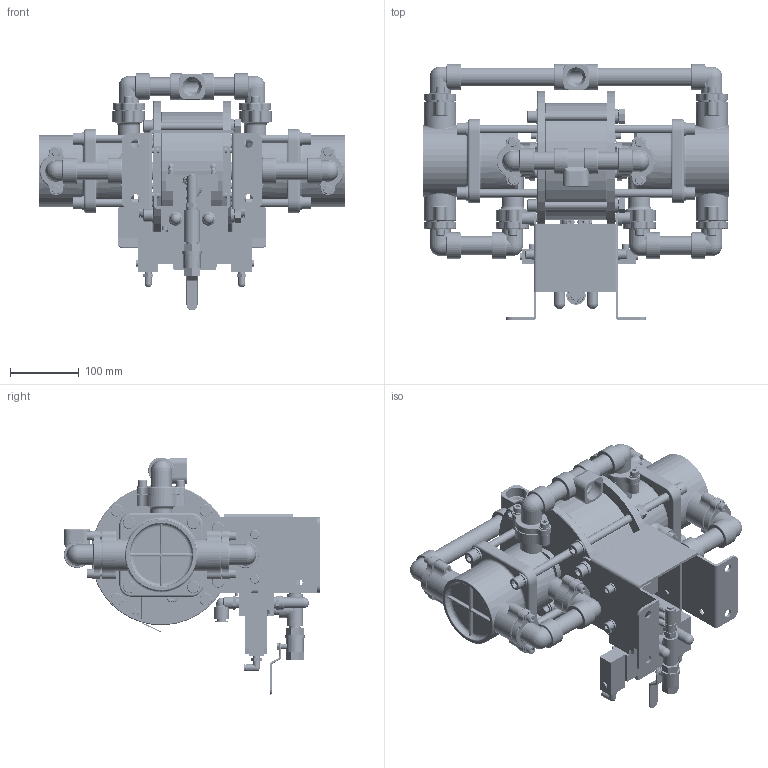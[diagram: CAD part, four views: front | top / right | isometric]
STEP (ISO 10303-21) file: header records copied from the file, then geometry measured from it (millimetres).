
FILE_DESCRIPTION (( 'STEP AP203' ), '1' );
FILE_NAME ('BSP-A030C-N_ベローズシールポンプ_お客様提出用.STEP', '2019-10-15T04:14:06', ( '' ), ( '' ), 'SwSTEP 2.0', 'SolidWorks 2017', '' );
FILE_SCHEMA (( 'CONFIG_CONTROL_DESIGN' ));
Length unit declared in the file: millimetre
Products named in the file (54): PGJ4-6; 04460980_六角穴付ボルト_M12×20; 06800784_促无掌递_1剔冇4; 04462581_ｼﾘﾝﾀﾞ蓋A_お客様提出用; 04461880_ﾁｬﾝﾊﾞ_お客様提出用; 04460970_六角穴付ボルトM8×L30; 04460830a_ｴｱ操作ﾊﾞﾙﾌﾞｾｯﾄ; 06800783_棻拸梪菰KQL04-M5_04-M5; 06356052_六角穴付ボルト; 06800785_促无掌递_冇6-2剔_06-02; 04460930_六角穴付きボルト_M4L25_SUS; 04461801_揻弌崩尢呃; 06362080_ばね座金_M8; 06531120_皿ばね座金_M12; 06800787_棻拸梪菰; 06301040_植込みボルト_M10; 06471106; 04460960_榋妏寠晅无倌_M815L(SUS); 06362040_ばね座金; 06641003_蟆_3枌; 04460850a_忤椗瑍簸; 04460950_榋妏寠晅偒无倌_M5L30; 04461830_Êß²Ìß1; 06630009_O儕儞僌P9; 04432590_玶蚾; KQH12-03S_KQH_12-03; 04461821_蟆; 07231103_ﾎﾞｰﾙﾊﾞﾙﾌﾞ; 04461951_切替ﾊﾞﾙﾌﾞｶﾊﾞｰ; PHT4-03; 04461811_瘓蛻; 07500203_ｴｱｰﾏﾌﾗｰ; 06642003_SUSﾊﾞﾚﾙﾆｯﾌﾟﾙ3ﾌﾞ; 04463581_ｴｱｼﾘﾝﾀﾞ_お客様提出用; 06363121_平座金; 07992414_ｴｱ操作ﾊﾞﾙﾌﾞ; 04460990_六角穴付ボルト_M12×120; 04461891_媧崬傒崩尢呃; 04496591a_ﾋﾟｽﾄﾝｼﾘﾝﾀﾞｾｯﾄ; 04461940_Êß²Ìß3 ...
Assembly tree (171 placements, depth 4):
  BSP-A030C-N_ベローズシールポンプ_お客様提出用
    04408600_ﾊﾟｯｷﾝ  x8
    06363121_平座金  x12
    06531120_皿ばね座金_M12  x8
    04461880_ﾁｬﾝﾊﾞ_お客様提出用  x2
    04496591a_ﾋﾟｽﾄﾝｼﾘﾝﾀﾞｾｯﾄ
      04463581_ｴｱｼﾘﾝﾀﾞ_お客様提出用
      06630009_O儕儞僌P9  x2
      06356052_六角穴付ボルト  x4
      06382124_榋妏暖腳m12漂官P  x4
      06471106  x8
      06362120_ばね座金  x4
      04462581_ｼﾘﾝﾀﾞ蓋A_お客様提出用
      04465581_ｼﾘﾝﾀﾞ蓋B_お客様提出用
      KQH12-03S_KQH_12-03  x2
      BSP-N-1001a_咂衝椳紕瑔紕
        06301040_植込みボルト_M10
    04461840_ﾍｯﾄﾞ_お客様提出用  x2
    04461930_拞娫崩尢呃  x2
      04461940_Êß²Ìß3
      04461811_瘓蛻
    04460970_六角穴付ボルトM8×L30  x16
    06362080_ばね座金_M8  x20
    04460940_嵗嬥榋妏寠无倌  x4
    04460980_六角穴付ボルト_M12×20  x4
    06362120_ばね座金  x4
    04460990_六角穴付ボルト_M12×120  x8
    04461951_切替ﾊﾞﾙﾌﾞｶﾊﾞｰ
    04460830a_ｴｱ操作ﾊﾞﾙﾌﾞｾｯﾄ
      07992412_ｴｱ操作ﾊﾞﾙﾌﾞ
      07500203_ｴｱｰﾏﾌﾗｰ  x2
      06641003_蟆_3枌
      07231103_ﾎﾞｰﾙﾊﾞﾙﾌﾞ
      06800784_促无掌递_1剔冇4  x2
      04460850a_忤椗瑍簸
      07992414_ｴｱ操作ﾊﾞﾙﾌﾞ
      06800783_棻拸梪菰KQL04-M5_04-M5  x2
      06800787_棻拸梪菰  x2
      06800785_促无掌递_冇6-2剔_06-02
      04432590_玶蚾  x2
      04460930_六角穴付きボルト_M4L25_SUS  x2
      04460950_榋妏寠晅偒无倌_M5L30  x2
      06362050_ばね座金_M5SUS  x2
      06362040_ばね座金  x2
      06642003_SUSﾊﾞﾚﾙﾆｯﾌﾟﾙ3ﾌﾞ
      06800786_僄儖儃儐僯僆儞_冇12-3僽  x2
      PHT4-03
      PGJ4-6
    04460960_榋妏寠晅无倌_M815L(SUS)  x4
    04460581a_拶楎蔇簸
    04461801_揻弌崩尢呃
      04461830_Êß²Ìß1  x2
      04461811_瘓蛻  x2
      04461821_蟆
    04461891_媧崬傒崩尢呃
      04461900_Êß²Ìß2  x2
      04461811_瘓蛻  x2
      04461821_蟆
Bounding box: 446.5 x 372.53 x 344.73 mm (x, y, z)
Volume: 8177854.1 mm3; surface area: 1285830.3 mm2
Topology: 167 solids, 167 shells, 4584 faces, 10600 edges, 6472 vertices
Faces by surface type: cylinder 1657, plane 1520, cone 620, torus 576, bspline 146, sphere 65
Entity records: 71468 total; most frequent: CARTESIAN_POINT 16557, DIRECTION 10315, ORIENTED_EDGE 9124, EDGE_CURVE 4562, AXIS2_PLACEMENT_3D 4208, VERTEX_POINT 2812, EDGE_LOOP 2226, CIRCLE 2128
